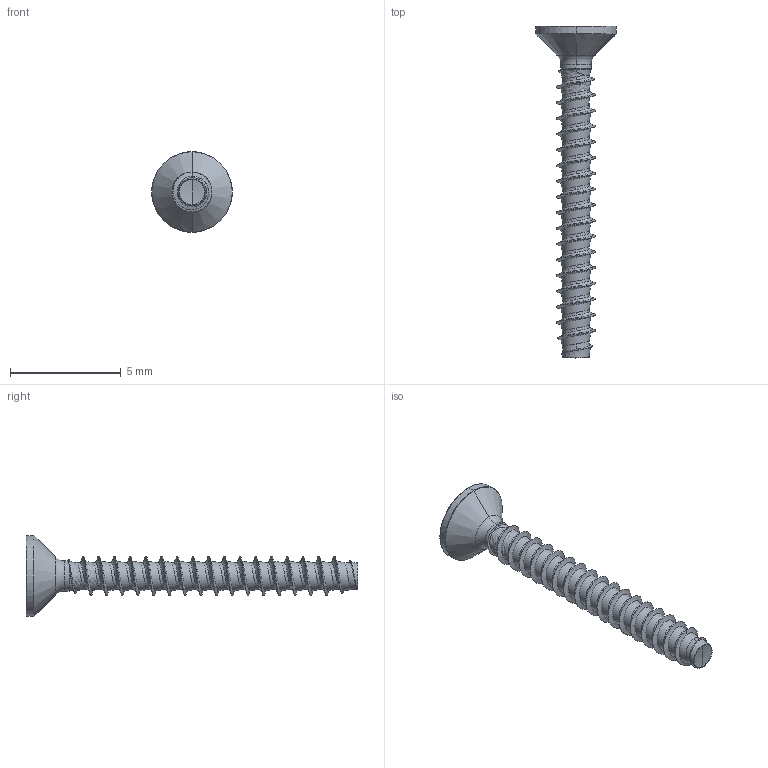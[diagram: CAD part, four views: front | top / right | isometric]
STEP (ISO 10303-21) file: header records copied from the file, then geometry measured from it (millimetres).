
FILE_DESCRIPTION (( 'STEP AP203' ), '1' );
FILE_NAME ('STP410180150.STEP', '2017-08-16T13:25:20', ( '' ), ( '' ), 'SwSTEP 2.0', 'SolidWorks 2015', '' );
FILE_SCHEMA (( 'CONFIG_CONTROL_DESIGN' ));
Length unit declared in the file: millimetre
Products named in the file (1): STP410180150
Bounding box: 3.65 x 15 x 3.65 mm (x, y, z)
Volume: 27.2 mm3; surface area: 119.6 mm2
Topology: 1 solids, 1 shells, 119 faces, 305 edges, 188 vertices
Faces by surface type: cylinder 61, bspline 35, cone 13, torus 6, sphere 2, plane 2
Entity records: 20848 total; most frequent: CARTESIAN_POINT 18361, ORIENTED_EDGE 606, DIRECTION 366, EDGE_CURVE 303, VERTEX_POINT 188, AXIS2_PLACEMENT_3D 144, B_SPLINE_CURVE_WITH_KNOTS 129, EDGE_LOOP 121
